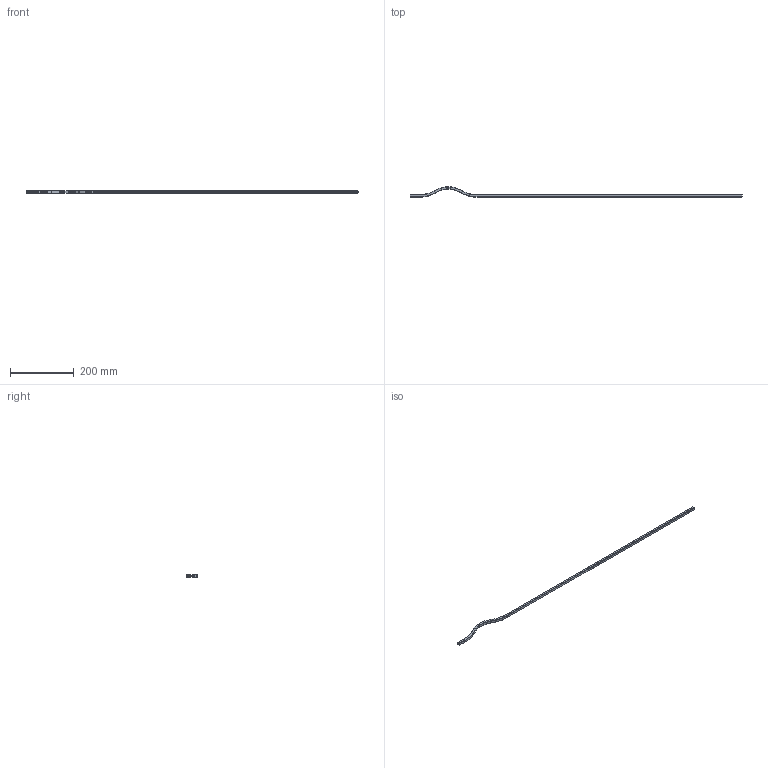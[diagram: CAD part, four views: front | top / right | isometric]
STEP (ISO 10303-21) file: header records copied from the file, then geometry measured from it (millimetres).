
FILE_DESCRIPTION(/* description */ (''),/* implementation_level */ '2;1');
FILE_NAME(/* name */ '0452_00_992.stp',/* time_stamp */ '2023-01-02T15:06:15+01:00',/* author */ ('jferrer'),/* organization */ (''),/* preprocessor_version */ 'ST-DEVELOPER v18.1',/* originating_system */ 'Autodesk Inventor 2022',/* authorisation */ '');
FILE_SCHEMA (('CONFIG_CONTROL_DESIGN'));
Length unit declared in the file: millimetre
Products named in the file (1): 0452_00_1020
Bounding box: 1040 x 32.76 x 8 mm (x, y, z)
Volume: 66050.9 mm3; surface area: 32070.6 mm2
Topology: 1 solids, 1 shells, 62 faces, 132 edges, 72 vertices
Faces by surface type: cylinder 26, torus 12, cone 8, sphere 8, plane 8
Full cylindrical faces by diameter (mm): 3.242 x4
Entity records: 1669 total; most frequent: DIRECTION 330, CARTESIAN_POINT 263, ORIENTED_EDGE 256, AXIS2_PLACEMENT_3D 139, EDGE_CURVE 128, CIRCLE 76, VERTEX_POINT 72, EDGE_LOOP 66
